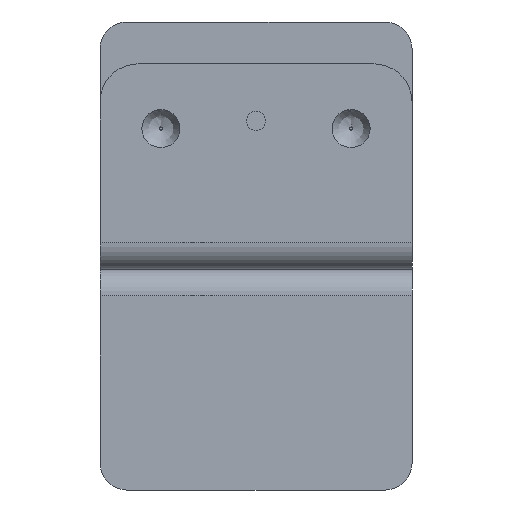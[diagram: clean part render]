
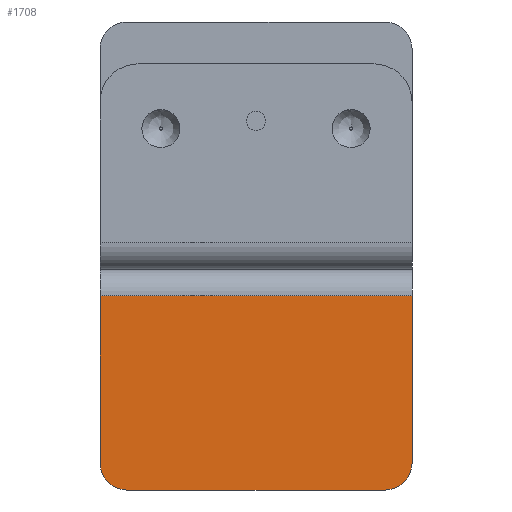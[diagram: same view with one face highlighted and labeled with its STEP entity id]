
A CAD part, front view. The second image highlights one B-rep face of the part: STEP entity #1708.
In plain terms, the highlighted planar face has unit normal (0, -1, 0).
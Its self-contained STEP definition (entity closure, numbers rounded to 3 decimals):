
#104 = VERTEX_POINT('',#105);
#105 = CARTESIAN_POINT('',(17.,-32.3,-61.5));
#111 = EDGE_CURVE('',#104,#112,#114,.T.);
#112 = VERTEX_POINT('',#113);
#113 = CARTESIAN_POINT('',(-17.,-32.3,-61.5));
#114 = LINE('',#115,#116);
#115 = CARTESIAN_POINT('',(17.,-32.3,-61.5));
#116 = VECTOR('',#117,1.);
#117 = DIRECTION('',(-1.,0.,0.));
#1679 = EDGE_CURVE('',#1680,#1682,#1684,.T.);
#1680 = VERTEX_POINT('',#1681);
#1681 = CARTESIAN_POINT('',(20.5,-32.3,-35.98));
#1682 = VERTEX_POINT('',#1683);
#1683 = CARTESIAN_POINT('',(-20.5,-32.3,-35.98));
#1684 = LINE('',#1685,#1686);
#1685 = CARTESIAN_POINT('',(20.5,-32.3,-35.98));
#1686 = VECTOR('',#1687,1.);
#1687 = DIRECTION('',(-1.,0.,0.));
#1708 = ADVANCED_FACE('',(#1709),#1743,.T.);
#1709 = FACE_BOUND('',#1710,.T.);
#1710 = EDGE_LOOP('',(#1711,#1712,#1720,#1727,#1728,#1737));
#1711 = ORIENTED_EDGE('',*,*,#1679,.T.);
#1712 = ORIENTED_EDGE('',*,*,#1713,.T.);
#1713 = EDGE_CURVE('',#1682,#1714,#1716,.T.);
#1714 = VERTEX_POINT('',#1715);
#1715 = CARTESIAN_POINT('',(-20.5,-32.3,-58.));
#1716 = LINE('',#1717,#1718);
#1717 = CARTESIAN_POINT('',(-20.5,-32.3,-35.98));
#1718 = VECTOR('',#1719,1.);
#1719 = DIRECTION('',(0.,0.,-1.));
#1720 = ORIENTED_EDGE('',*,*,#1721,.T.);
#1721 = EDGE_CURVE('',#1714,#112,#1722,.T.);
#1722 = CIRCLE('',#1723,3.5);
#1723 = AXIS2_PLACEMENT_3D('',#1724,#1725,#1726);
#1724 = CARTESIAN_POINT('',(-17.,-32.3,-58.));
#1725 = DIRECTION('',(0.,-1.,0.));
#1726 = DIRECTION('',(-1.,0.,0.));
#1727 = ORIENTED_EDGE('',*,*,#111,.F.);
#1728 = ORIENTED_EDGE('',*,*,#1729,.T.);
#1729 = EDGE_CURVE('',#104,#1730,#1732,.T.);
#1730 = VERTEX_POINT('',#1731);
#1731 = CARTESIAN_POINT('',(20.5,-32.3,-58.));
#1732 = CIRCLE('',#1733,3.5);
#1733 = AXIS2_PLACEMENT_3D('',#1734,#1735,#1736);
#1734 = CARTESIAN_POINT('',(17.,-32.3,-58.));
#1735 = DIRECTION('',(0.,-1.,0.));
#1736 = DIRECTION('',(0.,0.,-1.));
#1737 = ORIENTED_EDGE('',*,*,#1738,.T.);
#1738 = EDGE_CURVE('',#1730,#1680,#1739,.T.);
#1739 = LINE('',#1740,#1741);
#1740 = CARTESIAN_POINT('',(20.5,-32.3,-58.));
#1741 = VECTOR('',#1742,1.);
#1742 = DIRECTION('',(0.,0.,1.));
#1743 = PLANE('',#1744);
#1744 = AXIS2_PLACEMENT_3D('',#1745,#1746,#1747);
#1745 = CARTESIAN_POINT('',(21.32,-32.3,-48.74));
#1746 = DIRECTION('',(0.,-1.,0.));
#1747 = DIRECTION('',(0.,0.,-1.));
